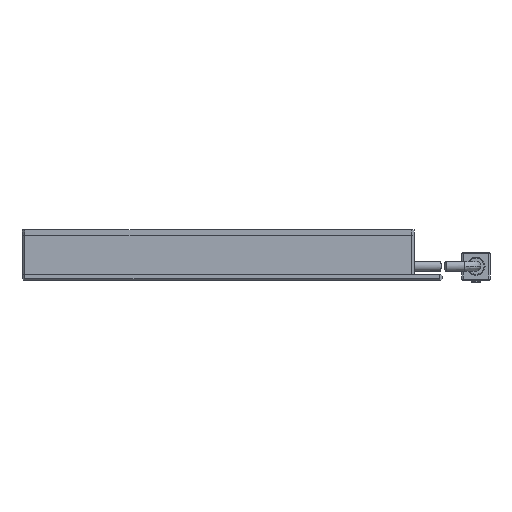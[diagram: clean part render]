
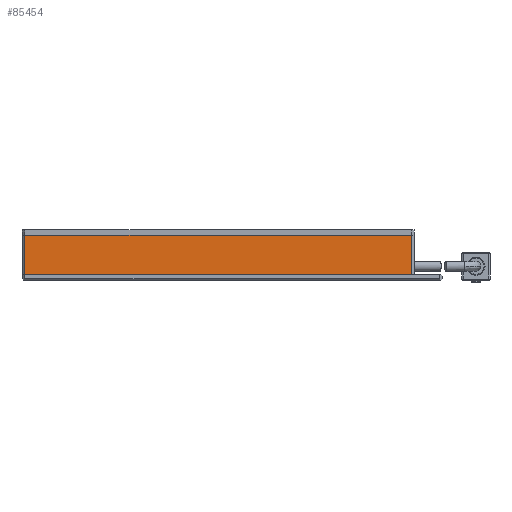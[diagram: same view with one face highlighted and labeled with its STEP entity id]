
A CAD part, left-side view. The second image highlights one B-rep face of the part: STEP entity #85454.
In plain terms, the highlighted planar face has unit normal (-1, 0, 0).
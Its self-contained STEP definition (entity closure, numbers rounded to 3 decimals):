
#534 = VERTEX_POINT ( 'NONE', #22627 ) ;
#1039 = VECTOR ( 'NONE', #116563, 1000. ) ;
#3716 = CARTESIAN_POINT ( 'NONE',  ( -84.325, -40.307, 14. ) ) ;
#4631 = CARTESIAN_POINT ( 'NONE',  ( -84.325, 98.693, 14. ) ) ;
#5650 = CARTESIAN_POINT ( 'NONE',  ( -84.325, 98.693, 0. ) ) ;
#7257 = AXIS2_PLACEMENT_3D ( 'NONE', #4631, #75285, #14802 ) ;
#14371 = PLANE ( 'NONE',  #7257 ) ;
#14802 = DIRECTION ( 'NONE',  ( 0., 1., 0. ) ) ;
#15437 = VECTOR ( 'NONE', #77838, 1000. ) ;
#22627 = CARTESIAN_POINT ( 'NONE',  ( -84.325, 97.693, 14. ) ) ;
#25846 = ORIENTED_EDGE ( 'NONE', *, *, #50086, .F. ) ;
#27202 = ORIENTED_EDGE ( 'NONE', *, *, #83033, .F. ) ;
#27739 = VERTEX_POINT ( 'NONE', #84218 ) ;
#38070 = CARTESIAN_POINT ( 'NONE',  ( -84.325, -41.307, 14. ) ) ;
#45331 = VERTEX_POINT ( 'NONE', #94565 ) ;
#49420 = VERTEX_POINT ( 'NONE', #123947 ) ;
#50086 = EDGE_CURVE ( 'NONE', #49420, #45331, #83699, .T. ) ;
#53196 = EDGE_CURVE ( 'NONE', #45331, #534, #105227, .T. ) ;
#71067 = FACE_OUTER_BOUND ( 'NONE', #88868, .T. ) ;
#75285 = DIRECTION ( 'NONE',  ( 1., 0., 0. ) ) ;
#77838 = DIRECTION ( 'NONE',  ( 0., -1., 0. ) ) ;
#83033 = EDGE_CURVE ( 'NONE', #534, #27739, #119617, .T. ) ;
#83699 = LINE ( 'NONE', #5650, #107314 ) ;
#84218 = CARTESIAN_POINT ( 'NONE',  ( -84.325, -40.307, 14. ) ) ;
#85069 = VECTOR ( 'NONE', #113984, 1000. ) ;
#85454 = ADVANCED_FACE ( 'NONE', ( #71067 ), #14371, .F. ) ;
#88267 = LINE ( 'NONE', #3716, #85069 ) ;
#88868 = EDGE_LOOP ( 'NONE', ( #126233, #25846, #106535, #27202 ) ) ;
#94565 = CARTESIAN_POINT ( 'NONE',  ( -84.325, 97.693, 0. ) ) ;
#101541 = EDGE_CURVE ( 'NONE', #27739, #49420, #88267, .T. ) ;
#105227 = LINE ( 'NONE', #126242, #1039 ) ;
#106535 = ORIENTED_EDGE ( 'NONE', *, *, #101541, .F. ) ;
#107314 = VECTOR ( 'NONE', #126525, 1000. ) ;
#113984 = DIRECTION ( 'NONE',  ( 0., 0., -1. ) ) ;
#116563 = DIRECTION ( 'NONE',  ( 0., 0., 1. ) ) ;
#119617 = LINE ( 'NONE', #38070, #15437 ) ;
#123947 = CARTESIAN_POINT ( 'NONE',  ( -84.325, -40.307, 0. ) ) ;
#126233 = ORIENTED_EDGE ( 'NONE', *, *, #53196, .F. ) ;
#126242 = CARTESIAN_POINT ( 'NONE',  ( -84.325, 97.693, 14. ) ) ;
#126525 = DIRECTION ( 'NONE',  ( 0., 1., 0. ) ) ;
